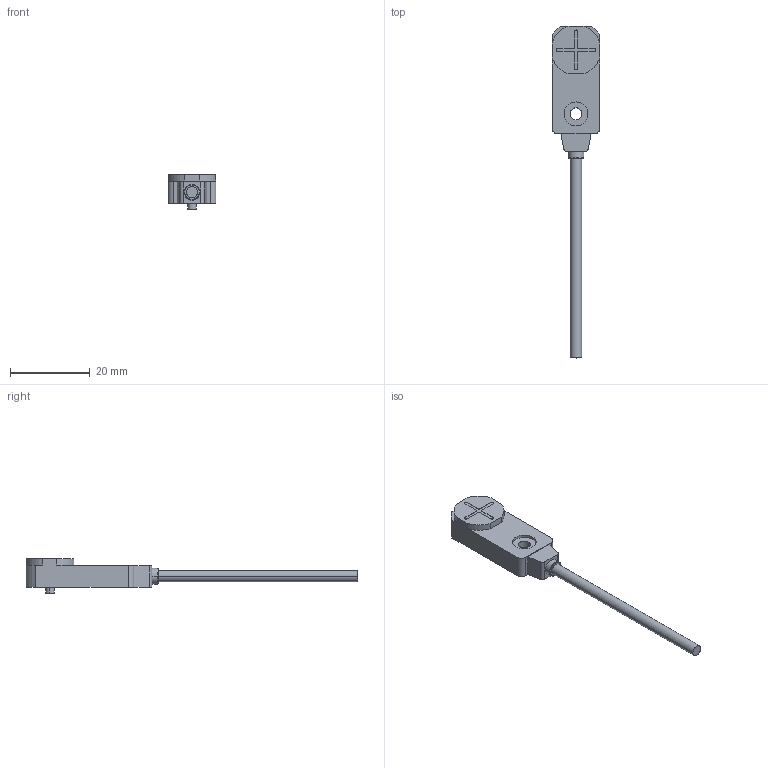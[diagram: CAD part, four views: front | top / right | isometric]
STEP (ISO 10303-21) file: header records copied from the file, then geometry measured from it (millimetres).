
FILE_DESCRIPTION((''),'2;1');
FILE_NAME('SQ12F-04NOF','2022-05-27T13:45:23',('Administrator'),(''),'CREO PARAMETRIC BY PTC INC, 2021023','CREO PARAMETRIC BY PTC INC, 2021023','');
FILE_SCHEMA(('CONFIG_CONTROL_DESIGN'));
Length unit declared in the file: millimetre
Products named in the file (1): SQ12F-04NOF
Bounding box: 12 x 83.1 x 8.7 mm (x, y, z)
Volume: 2411.1 mm3; surface area: 1730.6 mm2
Topology: 1 solids, 1 shells, 59 faces, 155 edges, 103 vertices
Faces by surface type: cylinder 28, plane 27, torus 4
Entity records: 1890 total; most frequent: DIRECTION 340, CARTESIAN_POINT 317, ORIENTED_EDGE 310, EDGE_CURVE 155, AXIS2_PLACEMENT_3D 126, VERTEX_POINT 103, VECTOR 88, LINE 88
